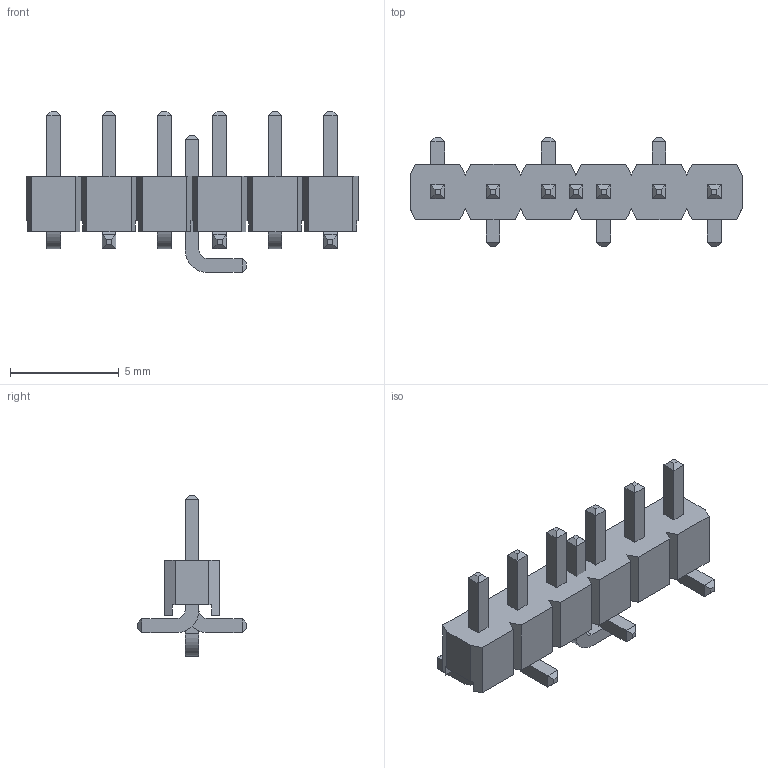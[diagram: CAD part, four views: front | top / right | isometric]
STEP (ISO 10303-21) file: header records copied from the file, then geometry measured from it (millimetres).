
FILE_DESCRIPTION( ( 'Unknown' ), '1' );
FILE_NAME( '61000618321_TYPE 2.stp', 'Unknown', ( 'Unknown' ), ( 'Unknown' ), 'PSStep 14.0', 'Unknown', ' ' );
FILE_SCHEMA( ( 'AUTOMOTIVE_DESIGN { 1 0 10303 214 1 1 1 1 }' ) );
Length unit declared in the file: millimetre
Products named in the file (3): Assem1; 6100xx18221_PIN; 61000618221
Bounding box: 15.24 x 5 x 7.39 mm (x, y, z)
Volume: 174.5 mm3; surface area: 579.2 mm2
Topology: 9 solids, 9 shells, 302 faces, 796 edges, 512 vertices
Faces by surface type: plane 288, cylinder 14
Entity records: 4286 total; most frequent: CARTESIAN_POINT 608, ORIENTED_EDGE 596, DIRECTION 530, EDGE_CURVE 298, LINE 294, VECTOR 294, VERTEX_POINT 196, AXIS2_PLACEMENT_3D 118
